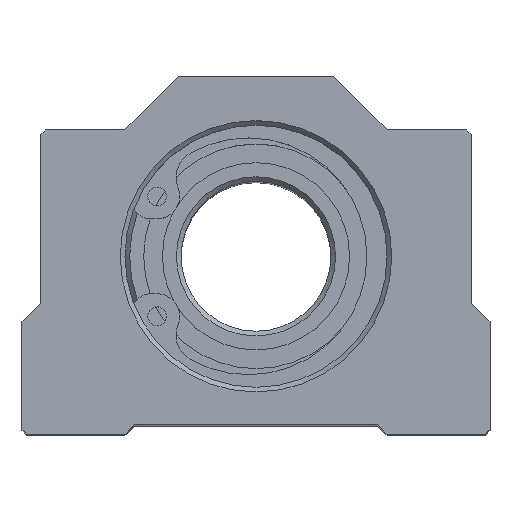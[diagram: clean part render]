
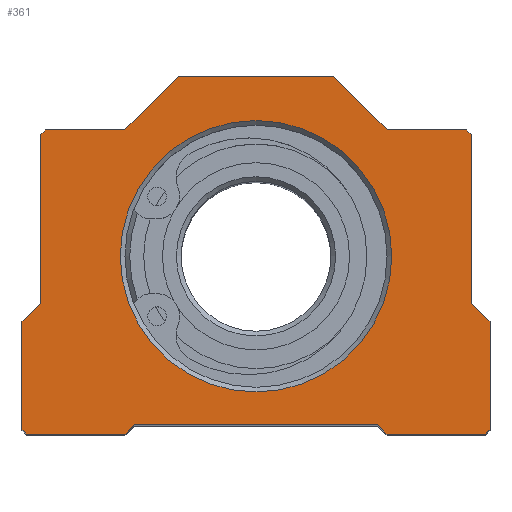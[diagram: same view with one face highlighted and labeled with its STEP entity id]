
A CAD part, top view. The second image highlights one B-rep face of the part: STEP entity #361.
In plain terms, the highlighted planar face has unit normal (0, 0, 1).
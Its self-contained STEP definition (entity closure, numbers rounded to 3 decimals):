
#361=ADVANCED_FACE('',(#1159,#1161),#1163,.T.);
#1159=FACE_BOUND('',#1160,.T.);
#1160=EDGE_LOOP('',(#1785,#1786,#1787,#1788,#1789,#1790,#1791,#1792,#1793,#1794,
#1795,#1796,#1797,#1798,#1799,#1800,#1801,#1802,#1803,#1804));
#1161=FACE_BOUND('',#1162,.T.);
#1162=EDGE_LOOP('',(#1805));
#1163=PLANE('',#1164);
#1164=AXIS2_PLACEMENT_3D('',#1165,#1166,#1167);
#1165=CARTESIAN_POINT('',(0.,0.,42.5));
#1166=DIRECTION('',(0.,0.,1.));
#1167=DIRECTION('',(1.,0.,0.));
#1785=ORIENTED_EDGE('',*,*,#2033,.F.);
#1786=ORIENTED_EDGE('',*,*,#2076,.T.);
#1787=ORIENTED_EDGE('',*,*,#2075,.F.);
#1788=ORIENTED_EDGE('',*,*,#2073,.T.);
#1789=ORIENTED_EDGE('',*,*,#2071,.F.);
#1790=ORIENTED_EDGE('',*,*,#2066,.T.);
#1791=ORIENTED_EDGE('',*,*,#2065,.F.);
#1792=ORIENTED_EDGE('',*,*,#2063,.T.);
#1793=ORIENTED_EDGE('',*,*,#2061,.F.);
#1794=ORIENTED_EDGE('',*,*,#2058,.T.);
#1795=ORIENTED_EDGE('',*,*,#2057,.F.);
#1796=ORIENTED_EDGE('',*,*,#2053,.T.);
#1797=ORIENTED_EDGE('',*,*,#2051,.F.);
#1798=ORIENTED_EDGE('',*,*,#2049,.T.);
#1799=ORIENTED_EDGE('',*,*,#2047,.F.);
#1800=ORIENTED_EDGE('',*,*,#2042,.T.);
#1801=ORIENTED_EDGE('',*,*,#2041,.F.);
#1802=ORIENTED_EDGE('',*,*,#2039,.T.);
#1803=ORIENTED_EDGE('',*,*,#2037,.F.);
#1804=ORIENTED_EDGE('',*,*,#2034,.T.);
#1805=ORIENTED_EDGE('',*,*,#2080,.T.);
#2033=EDGE_CURVE('',#2234,#2232,#2236,.F.);
#2034=EDGE_CURVE('',#2237,#2232,#2238,.T.);
#2037=EDGE_CURVE('',#2237,#2240,#2242,.F.);
#2039=EDGE_CURVE('',#2243,#2240,#2245,.T.);
#2041=EDGE_CURVE('',#2243,#2246,#2248,.F.);
#2042=EDGE_CURVE('',#2249,#2246,#2250,.T.);
#2047=EDGE_CURVE('',#2249,#2256,#2258,.F.);
#2049=EDGE_CURVE('',#2259,#2256,#2261,.T.);
#2051=EDGE_CURVE('',#2259,#2262,#2264,.F.);
#2053=EDGE_CURVE('',#2265,#2262,#2267,.T.);
#2057=EDGE_CURVE('',#2265,#2272,#2274,.F.);
#2058=EDGE_CURVE('',#2275,#2272,#2276,.T.);
#2061=EDGE_CURVE('',#2275,#2278,#2280,.F.);
#2063=EDGE_CURVE('',#2281,#2278,#2283,.T.);
#2065=EDGE_CURVE('',#2281,#2284,#2286,.F.);
#2066=EDGE_CURVE('',#2287,#2284,#2288,.T.);
#2071=EDGE_CURVE('',#2287,#2294,#2296,.F.);
#2073=EDGE_CURVE('',#2297,#2294,#2299,.T.);
#2075=EDGE_CURVE('',#2297,#2300,#2302,.F.);
#2076=EDGE_CURVE('',#2234,#2300,#2303,.T.);
#2080=EDGE_CURVE('',#2310,#2310,#2311,.F.);
#2232=VERTEX_POINT('',#2603);
#2234=VERTEX_POINT('',#2607);
#2236=LINE('',#2611,#2612);
#2237=VERTEX_POINT('',#2614);
#2238=LINE('',#2615,#2616);
#2240=VERTEX_POINT('',#2621);
#2242=LINE('',#2625,#2626);
#2243=VERTEX_POINT('',#2628);
#2245=LINE('',#2632,#2633);
#2246=VERTEX_POINT('',#2635);
#2248=LINE('',#2639,#2640);
#2249=VERTEX_POINT('',#2642);
#2250=LINE('',#2643,#2644);
#2256=VERTEX_POINT('',#2659);
#2258=LINE('',#2663,#2664);
#2259=VERTEX_POINT('',#2666);
#2261=LINE('',#2670,#2671);
#2262=VERTEX_POINT('',#2673);
#2264=LINE('',#2677,#2678);
#2265=VERTEX_POINT('',#2680);
#2267=LINE('',#2684,#2685);
#2272=VERTEX_POINT('',#2697);
#2274=LINE('',#2701,#2702);
#2275=VERTEX_POINT('',#2704);
#2276=LINE('',#2705,#2706);
#2278=VERTEX_POINT('',#2711);
#2280=LINE('',#2715,#2716);
#2281=VERTEX_POINT('',#2718);
#2283=LINE('',#2722,#2723);
#2284=VERTEX_POINT('',#2725);
#2286=LINE('',#2729,#2730);
#2287=VERTEX_POINT('',#2732);
#2288=LINE('',#2733,#2734);
#2294=VERTEX_POINT('',#2749);
#2296=LINE('',#2753,#2754);
#2297=VERTEX_POINT('',#2756);
#2299=LINE('',#2760,#2761);
#2300=VERTEX_POINT('',#2763);
#2302=LINE('',#2767,#2768);
#2303=LINE('',#2770,#2771);
#2310=VERTEX_POINT('',#2788);
#2311=CIRCLE('',#2789,14.5);
#2603=CARTESIAN_POINT('',(23.,13.,42.5));
#2607=CARTESIAN_POINT('',(22.5,13.5,42.5));
#2611=CARTESIAN_POINT('',(23.,13.,42.5));
#2612=VECTOR('',#2613,1.);
#2613=DIRECTION('',(-0.707,0.707,0.));
#2614=CARTESIAN_POINT('',(23.,-5.,42.5));
#2615=CARTESIAN_POINT('',(23.,-5.,42.5));
#2616=VECTOR('',#2617,1.);
#2617=DIRECTION('',(0.,1.,0.));
#2621=CARTESIAN_POINT('',(25.,-7.,42.5));
#2625=CARTESIAN_POINT('',(25.,-7.,42.5));
#2626=VECTOR('',#2627,1.);
#2627=DIRECTION('',(-0.707,0.707,0.));
#2628=CARTESIAN_POINT('',(25.,-18.5,42.5));
#2632=CARTESIAN_POINT('',(25.,-18.5,42.5));
#2633=VECTOR('',#2634,1.);
#2634=DIRECTION('',(0.,1.,0.));
#2635=CARTESIAN_POINT('',(24.5,-19.,42.5));
#2639=CARTESIAN_POINT('',(24.5,-19.,42.5));
#2640=VECTOR('',#2641,1.);
#2641=DIRECTION('',(0.707,0.707,0.));
#2642=CARTESIAN_POINT('',(14.,-19.,42.5));
#2643=CARTESIAN_POINT('',(14.,-19.,42.5));
#2644=VECTOR('',#2645,1.);
#2645=DIRECTION('',(1.,0.,0.));
#2659=CARTESIAN_POINT('',(13.,-18.,42.5));
#2663=CARTESIAN_POINT('',(13.,-18.,42.5));
#2664=VECTOR('',#2665,1.);
#2665=DIRECTION('',(0.707,-0.707,0.));
#2666=CARTESIAN_POINT('',(-13.,-18.,42.5));
#2670=CARTESIAN_POINT('',(-13.,-18.,42.5));
#2671=VECTOR('',#2672,1.);
#2672=DIRECTION('',(1.,0.,0.));
#2673=CARTESIAN_POINT('',(-14.,-19.,42.5));
#2677=CARTESIAN_POINT('',(-14.,-19.,42.5));
#2678=VECTOR('',#2679,1.);
#2679=DIRECTION('',(0.707,0.707,0.));
#2680=CARTESIAN_POINT('',(-24.5,-19.,42.5));
#2684=CARTESIAN_POINT('',(-24.5,-19.,42.5));
#2685=VECTOR('',#2686,1.);
#2686=DIRECTION('',(1.,0.,0.));
#2697=CARTESIAN_POINT('',(-25.,-18.5,42.5));
#2701=CARTESIAN_POINT('',(-25.,-18.5,42.5));
#2702=VECTOR('',#2703,1.);
#2703=DIRECTION('',(0.707,-0.707,0.));
#2704=CARTESIAN_POINT('',(-25.,-7.,42.5));
#2705=CARTESIAN_POINT('',(-25.,-7.,42.5));
#2706=VECTOR('',#2707,1.);
#2707=DIRECTION('',(0.,-1.,0.));
#2711=CARTESIAN_POINT('',(-23.,-5.,42.5));
#2715=CARTESIAN_POINT('',(-23.,-5.,42.5));
#2716=VECTOR('',#2717,1.);
#2717=DIRECTION('',(-0.707,-0.707,0.));
#2718=CARTESIAN_POINT('',(-23.,13.,42.5));
#2722=CARTESIAN_POINT('',(-23.,13.,42.5));
#2723=VECTOR('',#2724,1.);
#2724=DIRECTION('',(0.,-1.,0.));
#2725=CARTESIAN_POINT('',(-22.5,13.5,42.5));
#2729=CARTESIAN_POINT('',(-22.5,13.5,42.5));
#2730=VECTOR('',#2731,1.);
#2731=DIRECTION('',(-0.707,-0.707,0.));
#2732=CARTESIAN_POINT('',(-14.,13.5,42.5));
#2733=CARTESIAN_POINT('',(-14.,13.5,42.5));
#2734=VECTOR('',#2735,1.);
#2735=DIRECTION('',(-1.,0.,0.));
#2749=CARTESIAN_POINT('',(-8.3,19.2,42.5));
#2753=CARTESIAN_POINT('',(-8.3,19.2,42.5));
#2754=VECTOR('',#2755,1.);
#2755=DIRECTION('',(-0.707,-0.707,0.));
#2756=CARTESIAN_POINT('',(8.3,19.2,42.5));
#2760=CARTESIAN_POINT('',(8.3,19.2,42.5));
#2761=VECTOR('',#2762,1.);
#2762=DIRECTION('',(-1.,0.,0.));
#2763=CARTESIAN_POINT('',(14.,13.5,42.5));
#2767=CARTESIAN_POINT('',(14.,13.5,42.5));
#2768=VECTOR('',#2769,1.);
#2769=DIRECTION('',(-0.707,0.707,0.));
#2770=CARTESIAN_POINT('',(22.5,13.5,42.5));
#2771=VECTOR('',#2772,1.);
#2772=DIRECTION('',(-1.,0.,0.));
#2788=CARTESIAN_POINT('',(14.5,0.,42.5));
#2789=AXIS2_PLACEMENT_3D('',#2790,#2791,#2792);
#2790=CARTESIAN_POINT('',(0.,0.,42.5));
#2791=DIRECTION('',(0.,0.,1.));
#2792=DIRECTION('',(1.,0.,0.));
